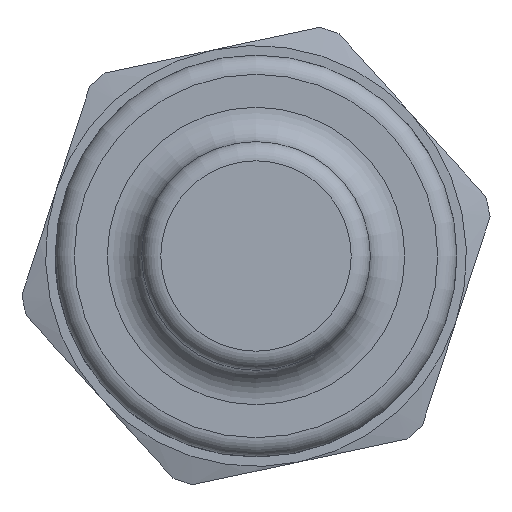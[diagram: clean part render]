
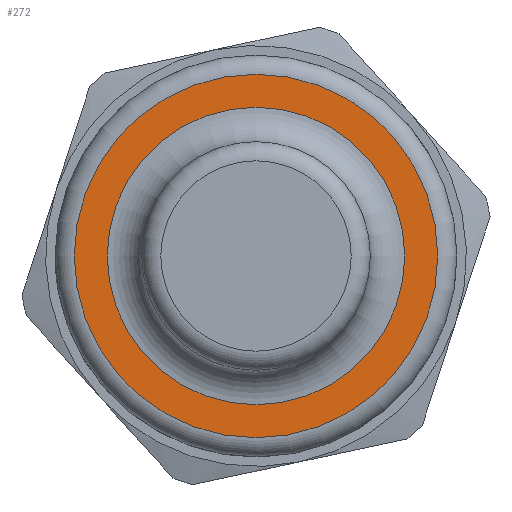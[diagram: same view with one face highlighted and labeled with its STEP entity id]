
A CAD part, left-side view. The second image highlights one B-rep face of the part: STEP entity #272.
In plain terms, the highlighted planar face has unit normal (-1, 0, 0).
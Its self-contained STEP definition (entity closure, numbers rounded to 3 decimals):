
#213=CARTESIAN_POINT('',(20.4,7.775,0.));
#214=VERTEX_POINT('',#213);
#215=CARTESIAN_POINT('',(20.4,0.0,0.0));
#216=DIRECTION('',(-1.0,0.0,0.0));
#217=DIRECTION('',(0.0,-1.0,0.0));
#218=AXIS2_PLACEMENT_3D('',#215,#216,#217);
#219=CIRCLE('',#218,7.775);
#220=EDGE_CURVE('',#214,#214,#219,.T.);
#253=CARTESIAN_POINT('',(20.4,8.238,0.0));
#254=DIRECTION('',(-1.0,0.0,0.0));
#255=DIRECTION('',(0.0,0.0,1.0));
#256=AXIS2_PLACEMENT_3D('',#253,#254,#255);
#257=PLANE('',#256);
#258=CARTESIAN_POINT('',(20.4,9.5,0.0));
#259=VERTEX_POINT('',#258);
#260=CARTESIAN_POINT('',(20.4,0.0,0.0));
#261=DIRECTION('',(1.0,0.0,0.0));
#262=DIRECTION('',(0.0,-1.0,0.0));
#263=AXIS2_PLACEMENT_3D('',#260,#261,#262);
#264=CIRCLE('',#263,9.5);
#265=EDGE_CURVE('',#259,#259,#264,.T.);
#266=ORIENTED_EDGE('',*,*,#265,.F.);
#267=EDGE_LOOP('',(#266));
#268=FACE_OUTER_BOUND('',#267,.T.);
#269=ORIENTED_EDGE('',*,*,#220,.F.);
#270=EDGE_LOOP('',(#269));
#271=FACE_BOUND('',#270,.T.);
#272=ADVANCED_FACE('',(#268,#271),#257,.T.);
